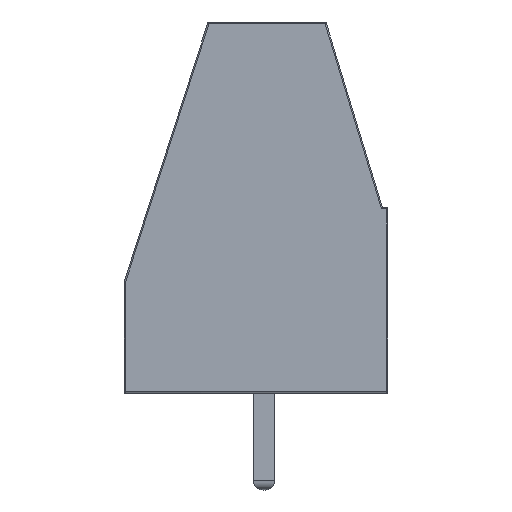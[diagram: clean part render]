
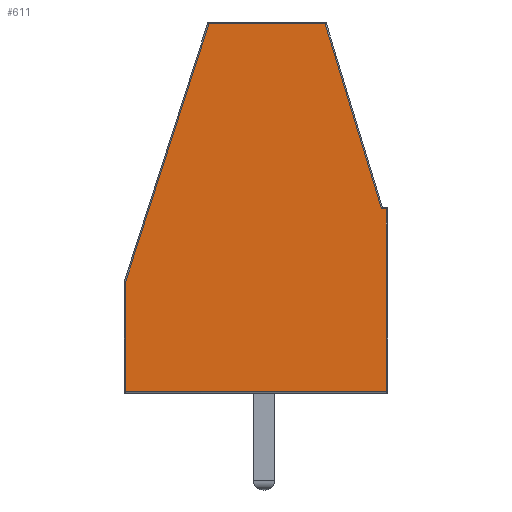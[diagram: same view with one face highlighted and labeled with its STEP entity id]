
A CAD part, left-side view. The second image highlights one B-rep face of the part: STEP entity #611.
In plain terms, the highlighted planar face has unit normal (-1, 0, 0).
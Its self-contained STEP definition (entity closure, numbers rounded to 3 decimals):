
#167 = VERTEX_POINT('',#168);
#168 = CARTESIAN_POINT('',(-2.54,-2.263,13.85));
#183 = EDGE_CURVE('',#184,#167,#186,.T.);
#184 = VERTEX_POINT('',#185);
#185 = CARTESIAN_POINT('',(-2.54,-4.363,6.95));
#186 = LINE('',#187,#188);
#187 = CARTESIAN_POINT('',(-2.54,-4.352,6.985));
#188 = VECTOR('',#189,1.);
#189 = DIRECTION('',(0.,0.291,0.957));
#591 = VERTEX_POINT('',#592);
#592 = CARTESIAN_POINT('',(-2.54,-4.55,6.95));
#601 = EDGE_CURVE('',#591,#184,#602,.T.);
#602 = LINE('',#603,#604);
#603 = CARTESIAN_POINT('',(-2.54,-4.6,6.95));
#604 = VECTOR('',#605,1.);
#605 = DIRECTION('',(0.,1.,0.));
#611 = ADVANCED_FACE('',(#612),#654,.T.);
#612 = FACE_BOUND('',#613,.T.);
#613 = EDGE_LOOP('',(#614,#622,#623,#624,#632,#640,#648));
#614 = ORIENTED_EDGE('',*,*,#615,.T.);
#615 = EDGE_CURVE('',#616,#591,#618,.T.);
#616 = VERTEX_POINT('',#617);
#617 = CARTESIAN_POINT('',(-2.54,-4.55,0.15));
#618 = LINE('',#619,#620);
#619 = CARTESIAN_POINT('',(-2.54,-4.55,0.1));
#620 = VECTOR('',#621,1.);
#621 = DIRECTION('',(0.,0.,1.));
#622 = ORIENTED_EDGE('',*,*,#601,.T.);
#623 = ORIENTED_EDGE('',*,*,#183,.T.);
#624 = ORIENTED_EDGE('',*,*,#625,.T.);
#625 = EDGE_CURVE('',#167,#626,#628,.T.);
#626 = VERTEX_POINT('',#627);
#627 = CARTESIAN_POINT('',(-2.54,2.044,13.85));
#628 = LINE('',#629,#630);
#629 = CARTESIAN_POINT('',(-2.54,-2.3,13.85));
#630 = VECTOR('',#631,1.);
#631 = DIRECTION('',(0.,1.,0.));
#632 = ORIENTED_EDGE('',*,*,#633,.T.);
#633 = EDGE_CURVE('',#626,#634,#636,.T.);
#634 = VERTEX_POINT('',#635);
#635 = CARTESIAN_POINT('',(-2.54,5.15,4.232));
#636 = LINE('',#637,#638);
#637 = CARTESIAN_POINT('',(-2.54,2.032,13.885));
#638 = VECTOR('',#639,1.);
#639 = DIRECTION('',(0.,0.307,-0.952));
#640 = ORIENTED_EDGE('',*,*,#641,.T.);
#641 = EDGE_CURVE('',#634,#642,#644,.T.);
#642 = VERTEX_POINT('',#643);
#643 = CARTESIAN_POINT('',(-2.54,5.15,0.15));
#644 = LINE('',#645,#646);
#645 = CARTESIAN_POINT('',(-2.54,5.15,4.24));
#646 = VECTOR('',#647,1.);
#647 = DIRECTION('',(0.,0.,-1.));
#648 = ORIENTED_EDGE('',*,*,#649,.T.);
#649 = EDGE_CURVE('',#642,#616,#650,.T.);
#650 = LINE('',#651,#652);
#651 = CARTESIAN_POINT('',(-2.54,5.2,0.15));
#652 = VECTOR('',#653,1.);
#653 = DIRECTION('',(0.,-1.,0.));
#654 = PLANE('',#655);
#655 = AXIS2_PLACEMENT_3D('',#656,#657,#658);
#656 = CARTESIAN_POINT('',(-2.54,0.097,6.175));
#657 = DIRECTION('',(-1.,0.,0.));
#658 = DIRECTION('',(0.,0.,-1.));
